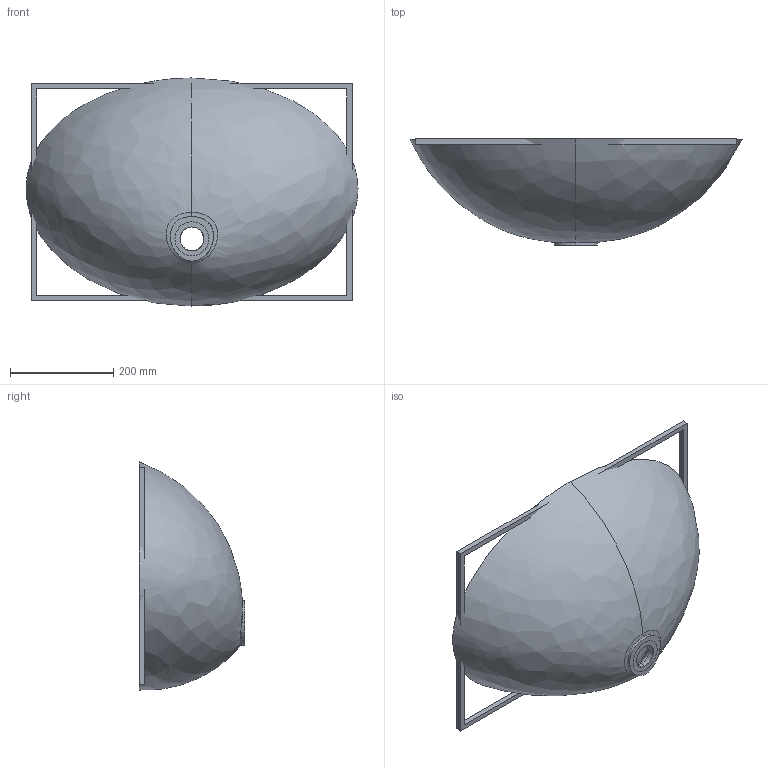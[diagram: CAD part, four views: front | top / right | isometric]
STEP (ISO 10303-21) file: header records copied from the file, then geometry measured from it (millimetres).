
FILE_DESCRIPTION (( 'STEP AP214' ), '1' );
FILE_NAME ('D783.STEP', '2018-06-29T08:21:00', ( '' ), ( '' ), 'SwSTEP 2.0', 'SolidWorks 2017', '' );
FILE_SCHEMA (( 'AUTOMOTIVE_DESIGN' ));
Length unit declared in the file: millimetre
Products named in the file (2): D783
Bounding box: 642.44 x 205 x 441.34 mm (x, y, z)
Volume: 6638245.1 mm3; surface area: 783486.8 mm2
Topology: 3 solids, 3 shells, 30 faces, 64 edges, 40 vertices
Faces by surface type: plane 14, bspline 12, cylinder 4
Entity records: 4539 total; most frequent: CARTESIAN_POINT 3896, ORIENTED_EDGE 128, DIRECTION 84, EDGE_CURVE 64, VERTEX_POINT 40, EDGE_LOOP 36, ADVANCED_FACE 30, FACE_OUTER_BOUND 30
